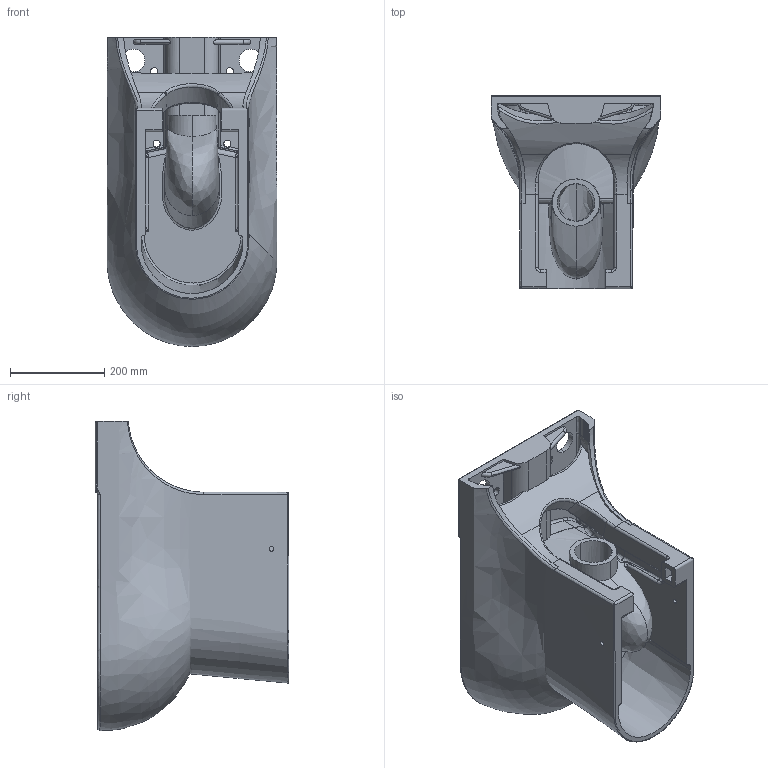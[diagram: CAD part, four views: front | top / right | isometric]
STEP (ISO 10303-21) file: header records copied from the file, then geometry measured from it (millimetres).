
FILE_DESCRIPTION (( 'STEP AP214' ), '1' );
FILE_NAME ('50077_STEP_v10818.STEP', '2021-04-08T15:35:12', ( '' ), ( '' ), 'SwSTEP 2.0', 'SolidWorks 2019', '' );
FILE_SCHEMA (( 'AUTOMOTIVE_DESIGN' ));
Length unit declared in the file: millimetre
Products named in the file (1): 50077_STEP_v10818
Bounding box: 360.06 x 410 x 655.26 mm (x, y, z)
Volume: 16691688.3 mm3; surface area: 1646164.1 mm2
Topology: 1 solids, 1 shells, 581 faces, 1449 edges, 903 vertices
Faces by surface type: cylinder 210, bspline 191, plane 126, torus 29, sphere 14, cone 11
Entity records: 65898 total; most frequent: CARTESIAN_POINT 53405, ORIENTED_EDGE 2862, DIRECTION 2193, EDGE_CURVE 1431, VERTEX_POINT 903, AXIS2_PLACEMENT_3D 894, EDGE_LOOP 662, ADVANCED_FACE 581
